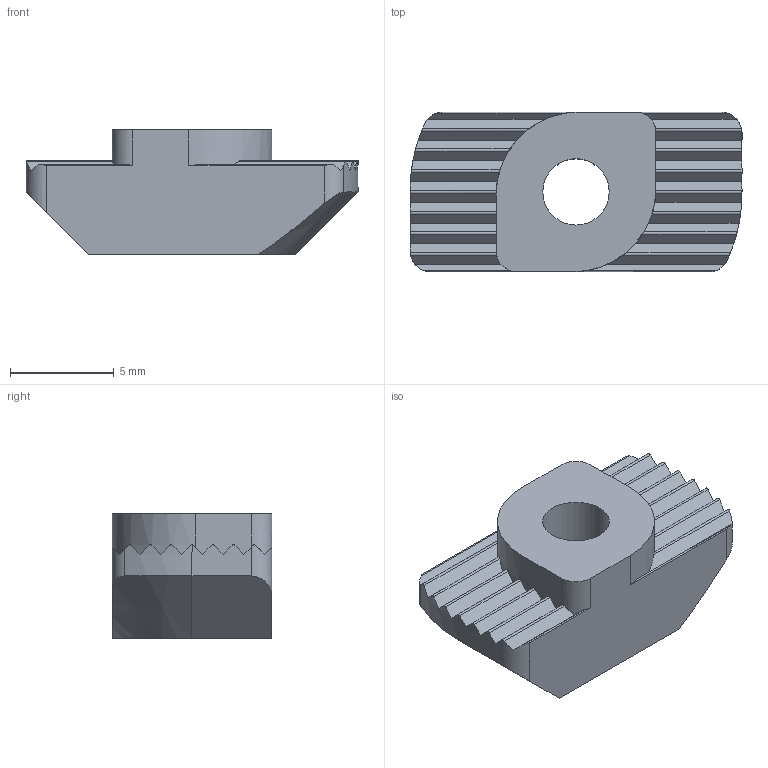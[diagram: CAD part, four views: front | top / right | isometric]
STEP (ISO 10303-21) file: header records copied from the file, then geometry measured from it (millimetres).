
FILE_DESCRIPTION (( 'STEP AP214' ), '1' );
FILE_NAME ('096h08415.STEP', '2014-08-18T13:10:01', ( '' ), ( '' ), 'SwSTEP 2.0', 'SolidWorks 2014', '' );
FILE_SCHEMA (( 'AUTOMOTIVE_DESIGN' ));
Length unit declared in the file: millimetre
Products named in the file (1): 096h08415
Bounding box: 16 x 7.7 x 6 mm (x, y, z)
Volume: 485.7 mm3; surface area: 502.8 mm2
Topology: 1 solids, 1 shells, 76 faces, 220 edges, 146 vertices
Faces by surface type: plane 42, cylinder 32, cone 2
Entity records: 2818 total; most frequent: CARTESIAN_POINT 953, ORIENTED_EDGE 440, DIRECTION 310, EDGE_CURVE 220, VERTEX_POINT 146, VECTOR 112, LINE 112, AXIS2_PLACEMENT_3D 99
